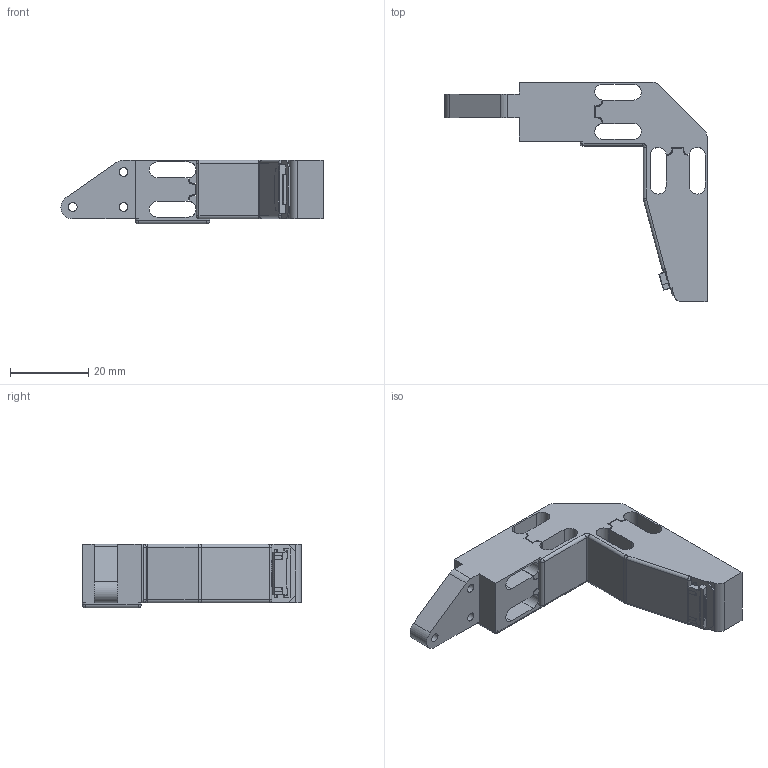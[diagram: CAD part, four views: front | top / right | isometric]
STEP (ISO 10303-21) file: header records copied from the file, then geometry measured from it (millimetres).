
FILE_DESCRIPTION(/* description */ (''),/* implementation_level */ '2;1');
FILE_NAME(/* name */ 'QSH01961.stp',/* time_stamp */ '2018-03-08T07:27:52-08:00',/* author */ ('sean'),/* organization */ (''),/* preprocessor_version */ 'ST-DEVELOPER v16.13',/* originating_system */ 'Autodesk Inventor 2018',/* authorisation */ '');
FILE_SCHEMA (('AUTOMOTIVE_DESIGN { 1 0 10303 214 3 1 1 }'));
Length unit declared in the file: inch
Products named in the file (1): QSH01961
Bounding box: 66.98 x 56.01 x 16.28 mm (x, y, z)
Volume: 15774.6 mm3; surface area: 9169.7 mm2
Topology: 1 solids, 1 shells, 488 faces, 1460 edges, 961 vertices
Faces by surface type: plane 367, cylinder 106, sphere 8, torus 4, cone 3
Full cylindrical faces by diameter (mm): 1.575 x3, 2.261 x3
Entity records: 16809 total; most frequent: ORIENTED_EDGE 2890, CARTESIAN_POINT 2889, DIRECTION 2670, EDGE_CURVE 1445, LINE 1198, VECTOR 1198, VERTEX_POINT 955, AXIS2_PLACEMENT_3D 736
